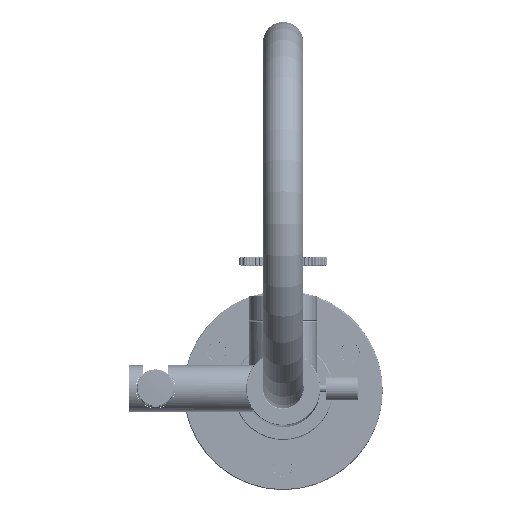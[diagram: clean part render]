
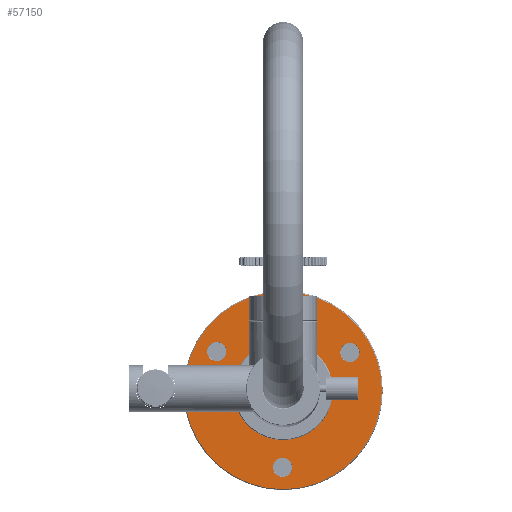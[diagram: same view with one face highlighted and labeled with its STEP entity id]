
A CAD part, top view. The second image highlights one B-rep face of the part: STEP entity #57150.
In plain terms, the highlighted planar face has unit normal (0, 0, 1).
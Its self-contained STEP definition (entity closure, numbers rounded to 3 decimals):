
#10403=PLANE('',#80285);
#13269=ORIENTED_EDGE('',*,*,#29396,.T.);
#13270=ORIENTED_EDGE('',*,*,#29392,.T.);
#13271=ORIENTED_EDGE('',*,*,#29393,.T.);
#13272=ORIENTED_EDGE('',*,*,#29394,.T.);
#13273=ORIENTED_EDGE('',*,*,#29397,.T.);
#29392=EDGE_CURVE('',#37629,#37629,#43116,.F.);
#29393=EDGE_CURVE('',#37630,#37630,#43117,.F.);
#29394=EDGE_CURVE('',#37631,#37631,#43118,.F.);
#29396=EDGE_CURVE('',#37633,#37633,#43120,.T.);
#29397=EDGE_CURVE('',#37634,#37634,#43121,.F.);
#37629=VERTEX_POINT('',#106210);
#37630=VERTEX_POINT('',#106213);
#37631=VERTEX_POINT('',#106216);
#37633=VERTEX_POINT('',#106222);
#37634=VERTEX_POINT('',#106224);
#43116=CIRCLE('',#80278,6.25);
#43117=CIRCLE('',#80280,6.25);
#43118=CIRCLE('',#80282,6.25);
#43120=CIRCLE('',#80286,64.25);
#43121=CIRCLE('',#80287,31.6);
#46913=EDGE_LOOP('',(#13269));
#46914=EDGE_LOOP('',(#13270));
#46915=EDGE_LOOP('',(#13271));
#46916=EDGE_LOOP('',(#13272));
#46917=EDGE_LOOP('',(#13273));
#52124=FACE_BOUND('',#46913,.T.);
#52125=FACE_BOUND('',#46914,.T.);
#52126=FACE_BOUND('',#46915,.T.);
#52127=FACE_BOUND('',#46916,.T.);
#52128=FACE_BOUND('',#46917,.T.);
#57150=ADVANCED_FACE('',(#52124,#52125,#52126,#52127,#52128),#10403,.T.);
#80278=AXIS2_PLACEMENT_3D('',#106209,#88023,#88024);
#80280=AXIS2_PLACEMENT_3D('',#106212,#88027,#88028);
#80282=AXIS2_PLACEMENT_3D('',#106215,#88031,#88032);
#80285=AXIS2_PLACEMENT_3D('',#106220,#88037,#88038);
#80286=AXIS2_PLACEMENT_3D('',#106221,#88039,#88040);
#80287=AXIS2_PLACEMENT_3D('',#106223,#88041,#88042);
#88023=DIRECTION('',(0.,0.,1.));
#88024=DIRECTION('',(0.588,-0.809,0.));
#88027=DIRECTION('',(0.,0.,1.));
#88028=DIRECTION('',(0.809,0.588,0.));
#88031=DIRECTION('',(0.,0.,1.));
#88032=DIRECTION('',(0.809,0.588,0.));
#88037=DIRECTION('',(0.,0.,1.));
#88038=DIRECTION('',(0.112,0.994,0.));
#88039=DIRECTION('',(0.,0.,1.));
#88040=DIRECTION('',(1.,0.,0.));
#88041=DIRECTION('',(0.,0.,1.));
#88042=DIRECTION('',(0.,-1.,0.));
#106209=CARTESIAN_POINT('',(-49.999,0.369,-805.8));
#106210=CARTESIAN_POINT('',(-46.325,-4.687,-805.8));
#106212=CARTESIAN_POINT('',(25.319,43.115,-805.8));
#106213=CARTESIAN_POINT('',(30.376,46.789,-805.8));
#106215=CARTESIAN_POINT('',(24.679,-43.485,-805.8));
#106216=CARTESIAN_POINT('',(29.736,-39.811,-805.8));
#106220=CARTESIAN_POINT('',(57.1,-71.587,-805.8));
#106221=CARTESIAN_POINT('',(0.,0.,-805.8));
#106222=CARTESIAN_POINT('',(64.25,0.,-805.8));
#106223=CARTESIAN_POINT('',(0.,0.,
-805.8));
#106224=CARTESIAN_POINT('',(3.535,31.402,-805.8));
